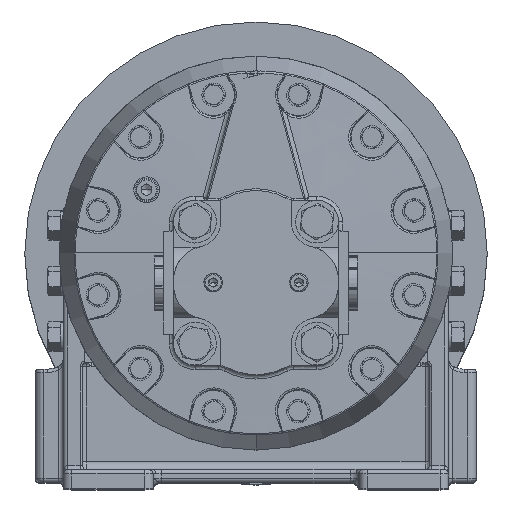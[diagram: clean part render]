
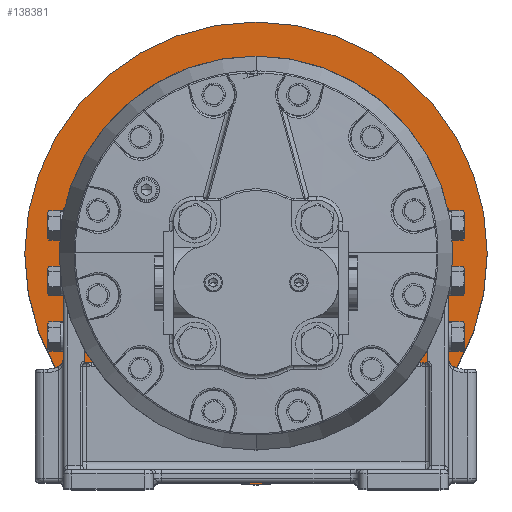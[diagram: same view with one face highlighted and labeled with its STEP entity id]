
A CAD part, top view. The second image highlights one B-rep face of the part: STEP entity #138381.
In plain terms, the highlighted planar face has unit normal (0, 0, 1).
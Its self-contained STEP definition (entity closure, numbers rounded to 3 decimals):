
#117264=CARTESIAN_POINT('',(0.,0.,-4.331));
#117265=DIRECTION('',(0.,0.,1.));
#117266=DIRECTION('',(0.,-1.,0.));
#117267=AXIS2_PLACEMENT_3D('',#117264,#117265,#117266);
#117269=CARTESIAN_POINT('',(0.,0.,-4.331));
#117270=DIRECTION('',(0.,0.,1.));
#117271=DIRECTION('',(0.,1.,0.));
#117272=AXIS2_PLACEMENT_3D('',#117269,#117270,#117271);
#117274=CARTESIAN_POINT('',(0.,0.,-4.331));
#117275=DIRECTION('',(0.,0.,-1.));
#117276=DIRECTION('',(0.,-1.,0.));
#117277=AXIS2_PLACEMENT_3D('',#117274,#117275,#117276);
#117279=CARTESIAN_POINT('',(0.,0.,-4.331));
#117280=DIRECTION('',(0.,0.,-1.));
#117281=DIRECTION('',(0.,1.,0.));
#117282=AXIS2_PLACEMENT_3D('',#117279,#117280,#117281);
#119235=CARTESIAN_POINT('',(0.,6.75,-4.331));
#119236=VERTEX_POINT('',#119235);
#119237=CARTESIAN_POINT('',(0.,-6.75,-4.331));
#119238=VERTEX_POINT('',#119237);
#119503=CARTESIAN_POINT('',(0.,-3.159,-4.331));
#119504=VERTEX_POINT('',#119503);
#119623=CARTESIAN_POINT('',(0.,3.159,-4.331));
#119624=VERTEX_POINT('',#119623);
#138365=CARTESIAN_POINT('',(0.,6.75,-4.331));
#138366=DIRECTION('',(0.,0.,-1.));
#138367=DIRECTION('',(0.,-1.,0.));
#138368=AXIS2_PLACEMENT_3D('',#138365,#138366,#138367);
#138369=PLANE('',#138368);
#138370=ORIENTED_EDGE('',*,*,#138348,.F.);
#138372=ORIENTED_EDGE('',*,*,#138371,.F.);
#138373=EDGE_LOOP('',(#138370,#138372));
#138374=FACE_OUTER_BOUND('',#138373,.F.);
#138376=ORIENTED_EDGE('',*,*,#138375,.F.);
#138378=ORIENTED_EDGE('',*,*,#138377,.F.);
#138379=EDGE_LOOP('',(#138376,#138378));
#138380=FACE_BOUND('',#138379,.F.);
#117268=CIRCLE('',#117267,6.75);
#117273=CIRCLE('',#117272,6.75);
#117278=CIRCLE('',#117277,3.159);
#117283=CIRCLE('',#117282,3.159);
#138348=EDGE_CURVE('',#119238,#119236,#117268,.T.);
#138371=EDGE_CURVE('',#119236,#119238,#117273,.T.);
#138375=EDGE_CURVE('',#119504,#119624,#117278,.T.);
#138377=EDGE_CURVE('',#119624,#119504,#117283,.T.);
#138381=ADVANCED_FACE('',(#138374,#138380),#138369,.F.);
